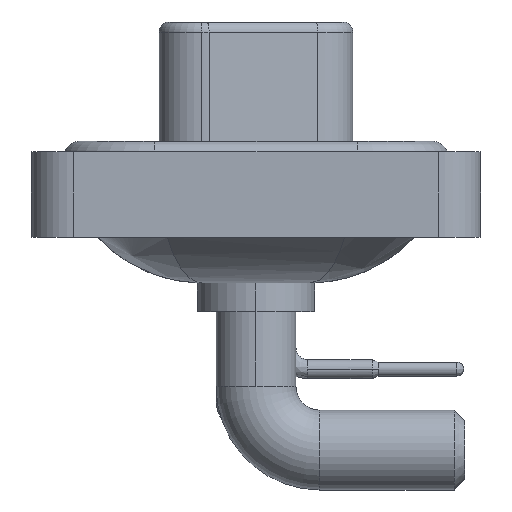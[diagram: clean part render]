
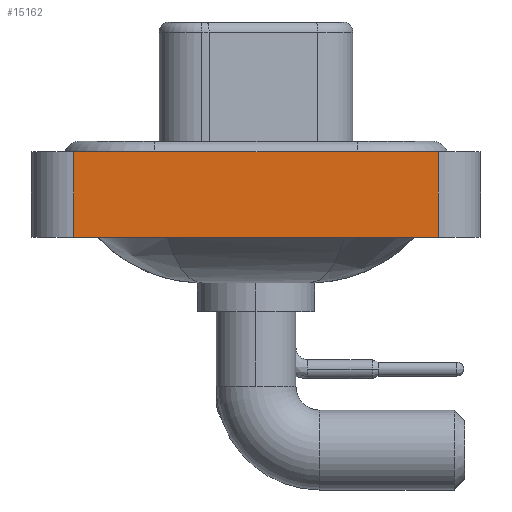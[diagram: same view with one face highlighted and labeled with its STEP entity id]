
A CAD part, left-side view. The second image highlights one B-rep face of the part: STEP entity #15162.
In plain terms, the highlighted planar face has unit normal (-1, 0, 0).
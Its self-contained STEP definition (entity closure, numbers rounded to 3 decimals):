
#230 = VERTEX_POINT ( 'NONE', #12037 ) ;
#1068 = LINE ( 'NONE', #22128, #2782 ) ;
#1308 = DIRECTION ( 'NONE',  ( 0., -1., 0. ) ) ;
#1956 = DIRECTION ( 'NONE',  ( 0., 0., 1. ) ) ;
#2782 = VECTOR ( 'NONE', #1308, 1000. ) ;
#3720 = ORIENTED_EDGE ( 'NONE', *, *, #24373, .F. ) ;
#4754 = CARTESIAN_POINT ( 'NONE',  ( -7.3, -8.55, 0.4 ) ) ;
#4972 = VERTEX_POINT ( 'NONE', #19692 ) ;
#4979 = VERTEX_POINT ( 'NONE', #16220 ) ;
#5339 = VECTOR ( 'NONE', #6161, 1000. ) ;
#5432 = CARTESIAN_POINT ( 'NONE',  ( -7.3, -8.55, -3.6 ) ) ;
#5843 = VECTOR ( 'NONE', #1956, 1000. ) ;
#6161 = DIRECTION ( 'NONE',  ( 0., 0., 1. ) ) ;
#6189 = DIRECTION ( 'NONE',  ( 0., 0., 1. ) ) ;
#8014 = CARTESIAN_POINT ( 'NONE',  ( -7.3, 8.55, -3.6 ) ) ;
#8043 = FACE_OUTER_BOUND ( 'NONE', #11145, .T. ) ;
#8656 = CARTESIAN_POINT ( 'NONE',  ( -7.3, -8.55, -3.6 ) ) ;
#9016 = LINE ( 'NONE', #5432, #5843 ) ;
#9815 = EDGE_CURVE ( 'NONE', #4979, #13255, #1068, .T. ) ;
#11145 = EDGE_LOOP ( 'NONE', ( #16993, #3720, #20954, #24050 ) ) ;
#12037 = CARTESIAN_POINT ( 'NONE',  ( -7.3, 8.55, 0.4 ) ) ;
#13255 = VERTEX_POINT ( 'NONE', #8656 ) ;
#15100 = EDGE_CURVE ( 'NONE', #13255, #4972, #9016, .T. ) ;
#15162 = ADVANCED_FACE ( 'NONE', ( #8043 ), #17323, .T. ) ;
#15453 = VECTOR ( 'NONE', #21594, 1000. ) ;
#16220 = CARTESIAN_POINT ( 'NONE',  ( -7.3, 8.55, -3.6 ) ) ;
#16993 = ORIENTED_EDGE ( 'NONE', *, *, #15100, .T. ) ;
#17170 = LINE ( 'NONE', #4754, #15453 ) ;
#17319 = AXIS2_PLACEMENT_3D ( 'NONE', #19450, #17692, #6189 ) ;
#17323 = PLANE ( 'NONE',  #17319 ) ;
#17540 = LINE ( 'NONE', #8014, #5339 ) ;
#17692 = DIRECTION ( 'NONE',  ( -1., 0., 0. ) ) ;
#19450 = CARTESIAN_POINT ( 'NONE',  ( -7.3, -8.55, -3.6 ) ) ;
#19692 = CARTESIAN_POINT ( 'NONE',  ( -7.3, -8.55, 0.4 ) ) ;
#19823 = EDGE_CURVE ( 'NONE', #4979, #230, #17540, .T. ) ;
#20954 = ORIENTED_EDGE ( 'NONE', *, *, #19823, .F. ) ;
#21594 = DIRECTION ( 'NONE',  ( 0., -1., 0. ) ) ;
#22128 = CARTESIAN_POINT ( 'NONE',  ( -7.3, -8.55, -3.6 ) ) ;
#24050 = ORIENTED_EDGE ( 'NONE', *, *, #9815, .T. ) ;
#24373 = EDGE_CURVE ( 'NONE', #230, #4972, #17170, .T. ) ;
